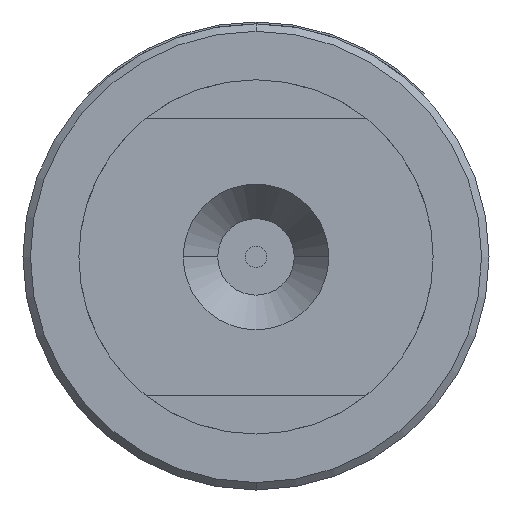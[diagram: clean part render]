
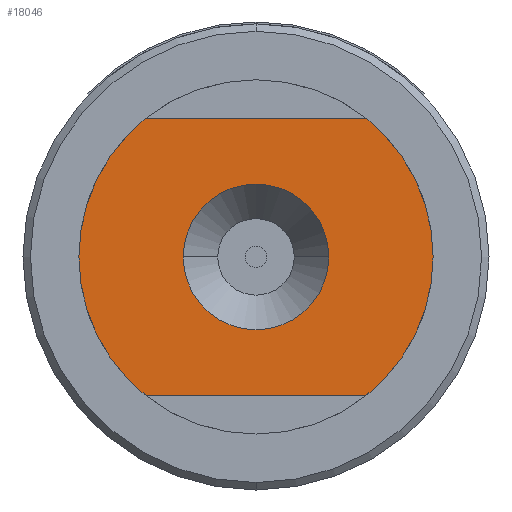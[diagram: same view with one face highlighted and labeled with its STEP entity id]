
A CAD part, front view. The second image highlights one B-rep face of the part: STEP entity #18046.
In plain terms, the highlighted free-form (B-spline) face has degree [1, 1] with [2, 2] control points.
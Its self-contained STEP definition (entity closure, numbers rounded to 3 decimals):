
#15412=CARTESIAN_POINT('',(0.,0.,0.));
#15413=DIRECTION('',(0.,-1.,0.));
#15414=DIRECTION('',(-1.,0.,0.));
#15415=AXIS2_PLACEMENT_3D('',#15412,#15413,#15414);
#15420=CARTESIAN_POINT('',(0.,0.,0.));
#15421=DIRECTION('',(0.,-1.,0.));
#15422=DIRECTION('',(-0.62,0.,0.784));
#15423=AXIS2_PLACEMENT_3D('',#15420,#15421,#15422);
#15428=DIRECTION('',(-1.,0.,0.));
#15429=VECTOR('',#15428,14.973);
#15430=CARTESIAN_POINT('',(7.486,0.,9.462));
#15431=LINE('',#15430,#15429);
#15435=CARTESIAN_POINT('',(0.,0.,0.));
#15436=DIRECTION('',(0.,-1.,0.));
#15437=DIRECTION('',(1.,0.,0.));
#15438=AXIS2_PLACEMENT_3D('',#15435,#15436,#15437);
#15443=CARTESIAN_POINT('',(0.,0.,0.));
#15444=DIRECTION('',(0.,-1.,0.));
#15445=DIRECTION('',(0.62,0.,-0.784));
#15446=AXIS2_PLACEMENT_3D('',#15443,#15444,#15445);
#15451=DIRECTION('',(1.,0.,0.));
#15452=VECTOR('',#15451,14.973);
#15453=CARTESIAN_POINT('',(-7.486,0.,-9.462));
#15454=LINE('',#15453,#15452);
#15458=CARTESIAN_POINT('',(0.,0.,0.));
#15459=DIRECTION('',(0.,1.,0.));
#15460=DIRECTION('',(1.,0.,0.));
#15461=AXIS2_PLACEMENT_3D('',#15458,#15459,#15460);
#15466=CARTESIAN_POINT('',(0.,0.,0.));
#15467=DIRECTION('',(0.,1.,0.));
#15468=DIRECTION('',(-1.,0.,0.));
#15469=AXIS2_PLACEMENT_3D('',#15466,#15467,#15468);
#16194=CARTESIAN_POINT('',(4.961,0.,0.));
#16196=VERTEX_POINT('',#16194);
#16213=CARTESIAN_POINT('',(-12.065,0.,0.));
#16215=VERTEX_POINT('',#16213);
#16221=CARTESIAN_POINT('',(-7.486,0.,9.462));
#16222=VERTEX_POINT('',#16221);
#16223=CARTESIAN_POINT('',(7.486,0.,9.462));
#16224=VERTEX_POINT('',#16223);
#16225=CARTESIAN_POINT('',(12.065,0.,0.));
#16226=VERTEX_POINT('',#16225);
#16249=CARTESIAN_POINT('',(7.486,0.,-9.462));
#16251=VERTEX_POINT('',#16249);
#16258=CARTESIAN_POINT('',(-7.486,0.,-9.462));
#16259=VERTEX_POINT('',#16258);
#16260=CARTESIAN_POINT('',(-4.961,0.,0.));
#16261=VERTEX_POINT('',#16260);
#18025=CARTESIAN_POINT('',(12.548,0.,-9.84));
#18026=CARTESIAN_POINT('',(12.548,0.,9.84));
#18027=CARTESIAN_POINT('',(-12.548,0.,-9.84));
#18028=CARTESIAN_POINT('',(-12.548,0.,9.84));
#18029=B_SPLINE_SURFACE_WITH_KNOTS('',1,1,((#18025,#18026),(#18027,#18028)),
.UNSPECIFIED.,.F.,.F.,.F.,(2,2),(2,2),(-12.548,12.548),(-7.236,
12.443),.UNSPECIFIED.);
#18030=ORIENTED_EDGE('',*,*,#18003,.F.);
#18031=ORIENTED_EDGE('',*,*,#17969,.F.);
#18033=ORIENTED_EDGE('',*,*,#18032,.F.);
#18034=ORIENTED_EDGE('',*,*,#17961,.F.);
#18035=ORIENTED_EDGE('',*,*,#18011,.F.);
#18037=ORIENTED_EDGE('',*,*,#18036,.F.);
#18038=EDGE_LOOP('',(#18030,#18031,#18033,#18034,#18035,#18037));
#18039=FACE_OUTER_BOUND('',#18038,.F.);
#18041=ORIENTED_EDGE('',*,*,#18040,.F.);
#18043=ORIENTED_EDGE('',*,*,#18042,.F.);
#18044=EDGE_LOOP('',(#18041,#18043));
#18045=FACE_BOUND('',#18044,.F.);
#15416=CIRCLE('',#15415,12.065);
#15424=CIRCLE('',#15423,12.065);
#15439=CIRCLE('',#15438,12.065);
#15447=CIRCLE('',#15446,12.065);
#15462=CIRCLE('',#15461,4.961);
#15470=CIRCLE('',#15469,4.961);
#17961=EDGE_CURVE('',#16226,#16224,#15439,.T.);
#17969=EDGE_CURVE('',#16222,#16215,#15424,.T.);
#18003=EDGE_CURVE('',#16215,#16259,#15416,.T.);
#18011=EDGE_CURVE('',#16251,#16226,#15447,.T.);
#18032=EDGE_CURVE('',#16224,#16222,#15431,.T.);
#18036=EDGE_CURVE('',#16259,#16251,#15454,.T.);
#18040=EDGE_CURVE('',#16196,#16261,#15462,.T.);
#18042=EDGE_CURVE('',#16261,#16196,#15470,.T.);
#18046=ADVANCED_FACE('',(#18039,#18045),#18029,.F.);
